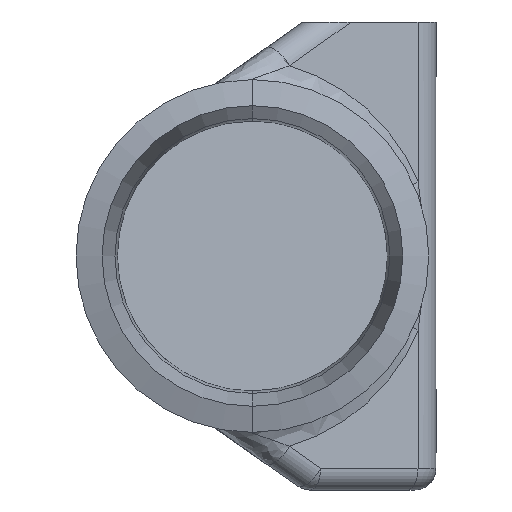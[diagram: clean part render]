
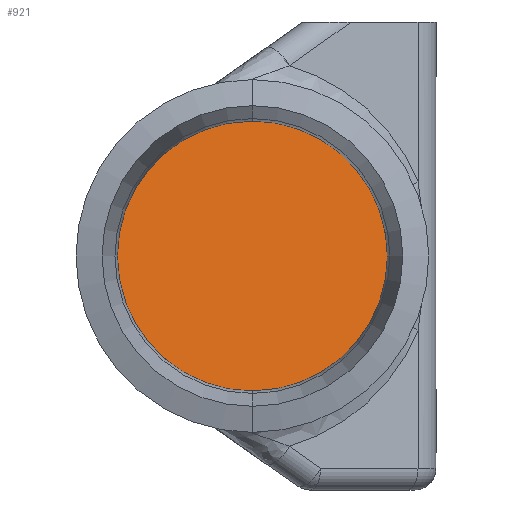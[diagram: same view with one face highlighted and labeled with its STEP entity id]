
A CAD part, left-side view. The second image highlights one B-rep face of the part: STEP entity #921.
In plain terms, the highlighted planar face has unit normal (-0.866, -0.5, 0).
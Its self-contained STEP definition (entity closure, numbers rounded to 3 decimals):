
#112 = CARTESIAN_POINT ( 'NONE',  ( 32.635, 0., 3.75 ) ) ;
#189 = ORIENTED_EDGE ( 'NONE', *, *, #1149, .T. ) ;
#349 = EDGE_CURVE ( 'NONE', #1142, #1082, #493, .T. ) ;
#364 = CARTESIAN_POINT ( 'NONE',  ( 32.635, 0., -3.75 ) ) ;
#372 = CARTESIAN_POINT ( 'NONE',  ( 28.305, 7.5, 3.75 ) ) ;
#428 = EDGE_LOOP ( 'NONE', ( #627, #189 ) ) ;
#493 =( BOUNDED_CURVE ( )  B_SPLINE_CURVE ( 3, ( #1829, #372, #495, #364 ),
 .UNSPECIFIED., .F., .T. ) 
 B_SPLINE_CURVE_WITH_KNOTS ( ( 4, 4 ),
 ( 4.712, 7.854 ),
 .UNSPECIFIED. ) 
 CURVE ( )  GEOMETRIC_REPRESENTATION_ITEM ( )  RATIONAL_B_SPLINE_CURVE ( ( 1., 0.333, 0.333, 1. ) ) 
 REPRESENTATION_ITEM ( '' )  );
#495 = CARTESIAN_POINT ( 'NONE',  ( 28.305, 7.5, -3.75 ) ) ;
#512 = CARTESIAN_POINT ( 'NONE',  ( 32.635, 0., -3.75 ) ) ;
#542 = CARTESIAN_POINT ( 'NONE',  ( 35.579, -5.1, -18.043 ) ) ;
#627 = ORIENTED_EDGE ( 'NONE', *, *, #349, .T. ) ;
#660 = CARTESIAN_POINT ( 'NONE',  ( 36.965, -7.5, 3.75 ) ) ;
#723 = FACE_OUTER_BOUND ( 'NONE', #428, .T. ) ;
#921 = ADVANCED_FACE ( 'NONE', ( #723 ), #1164, .T. ) ;
#944 = CARTESIAN_POINT ( 'NONE',  ( 32.635, 0., 3.75 ) ) ;
#953 = CARTESIAN_POINT ( 'NONE',  ( 36.965, -7.5, -3.75 ) ) ;
#960 = AXIS2_PLACEMENT_3D ( 'NONE', #542, #1598, #1325 ) ;
#1075 =( BOUNDED_CURVE ( )  B_SPLINE_CURVE ( 3, ( #512, #953, #660, #112 ),
 .UNSPECIFIED., .F., .T. ) 
 B_SPLINE_CURVE_WITH_KNOTS ( ( 4, 4 ),
 ( 1.571, 4.712 ),
 .UNSPECIFIED. ) 
 CURVE ( )  GEOMETRIC_REPRESENTATION_ITEM ( )  RATIONAL_B_SPLINE_CURVE ( ( 1., 0.333, 0.333, 1. ) ) 
 REPRESENTATION_ITEM ( '' )  );
#1082 = VERTEX_POINT ( 'NONE', #1840 ) ;
#1142 = VERTEX_POINT ( 'NONE', #944 ) ;
#1149 = EDGE_CURVE ( 'NONE', #1082, #1142, #1075, .T. ) ;
#1164 = PLANE ( 'NONE',  #960 ) ;
#1325 = DIRECTION ( 'NONE',  ( 0.5, -0.866, 0. ) ) ;
#1598 = DIRECTION ( 'NONE',  ( -0.866, -0.5, 0. ) ) ;
#1829 = CARTESIAN_POINT ( 'NONE',  ( 32.635, 0., 3.75 ) ) ;
#1840 = CARTESIAN_POINT ( 'NONE',  ( 32.635, 0., -3.75 ) ) ;
